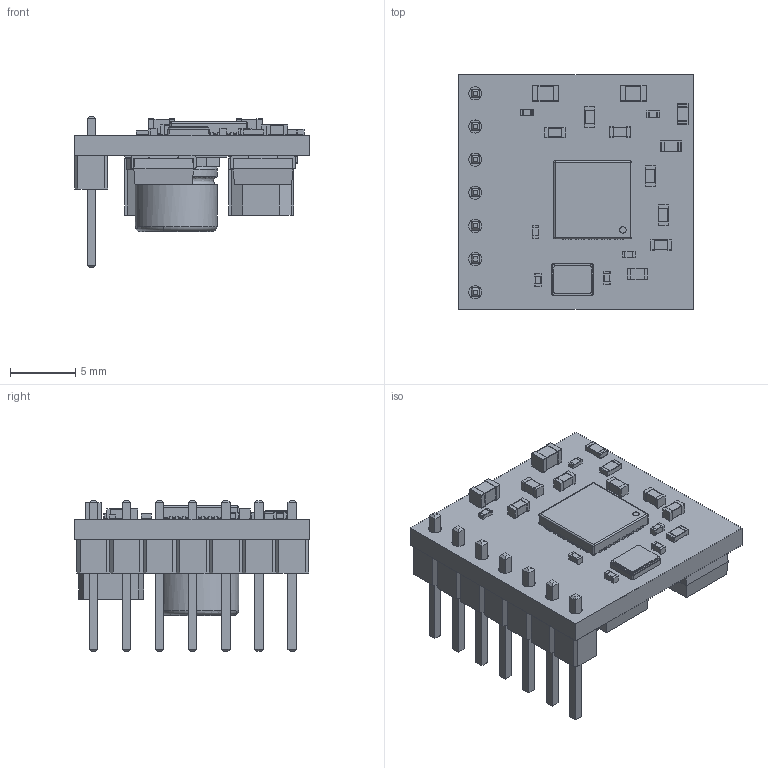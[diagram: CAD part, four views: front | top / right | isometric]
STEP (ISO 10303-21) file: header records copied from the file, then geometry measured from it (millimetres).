
FILE_DESCRIPTION(('FreeCAD Model'),'2;1');
FILE_NAME('NanoBCU_V00.10.step', '2021-02-13T12:31:38',('Author'),(''), 'Open CASCADE STEP processor 7.3','FreeCAD','Unknown');
FILE_SCHEMA(('AUTOMOTIVE_DESIGN { 1 0 10303 214 1 1 1 1 }'));
Length unit declared in the file: millimetre
Products named in the file (34): NanoBCU; Board_Geoms_8f96; Local_CS_8f96; Pcb_8f96; PCB_Sketch_8f96; Step_Models_8f96; Top_8f96; C3_C_0603_1608Metric_5FFB0728; C2_C_0603_1608Metric_5F7CC168; R4_R_0603_1608Metric_5FFA04AE; C111_C_0805_2012Metric_5FFA3657; C101_C_0805_2012Metric_5FFA3646; C6_C_0402_1005Metric_5F7F7249; C5_C_0402_1005Metric_5F7CC1F8; C41_C_0603_1608Metric_5FACF283; R3_R_0402_1005Metric_5F7CC3D8; R2_R_0402_1005Metric_5F7CD3BF; C9_C_0402_1005Metric_5FFA6139; C8_C_0402_1005Metric_5FFA6163; C10_C_0603_1608Metric_5F7CC1C8; C11_C_0603_1608Metric_5F7E1A3A; R5_R_0603_1608Metric_5F7CC408; X1_Crystal_SMD_3225-4Pin_3.2x2.5mm_5F7CC372; U1_QFN-40-1EP_6x6mm_Pitch0.5mm_5F7D92D4; J3_R_0603_1608Metric_5F7CC258; C1_C_0603_1608Metric_5FFB093B; Bot_8f96; R1_R_2512_6332Metric_5F7F71B4; D2_D_SMA_5F798DFE; D1_D_SMA_5F798D45; L2_vls5045ex_5F7CB1DF; L1_vls5045ex_5FAB9F93; J1_PinHeader_1x07_P254mm_Vertical_5F74793E; C4_CP_Elec_63x58_5DADC971
Assembly tree (33 placements, depth 4):
  NanoBCU
    Board_Geoms_8f96
      Local_CS_8f96
      Pcb_8f96
      PCB_Sketch_8f96
    Step_Models_8f96
      Top_8f96
        C3_C_0603_1608Metric_5FFB0728
        C2_C_0603_1608Metric_5F7CC168
        R4_R_0603_1608Metric_5FFA04AE
        C111_C_0805_2012Metric_5FFA3657
        C101_C_0805_2012Metric_5FFA3646
        C6_C_0402_1005Metric_5F7F7249
        C5_C_0402_1005Metric_5F7CC1F8
        C41_C_0603_1608Metric_5FACF283
        R3_R_0402_1005Metric_5F7CC3D8
        R2_R_0402_1005Metric_5F7CD3BF
        C9_C_0402_1005Metric_5FFA6139
        C8_C_0402_1005Metric_5FFA6163
        C10_C_0603_1608Metric_5F7CC1C8
        C11_C_0603_1608Metric_5F7E1A3A
        R5_R_0603_1608Metric_5F7CC408
        X1_Crystal_SMD_3225-4Pin_3.2x2.5mm_5F7CC372
        U1_QFN-40-1EP_6x6mm_Pitch0.5mm_5F7D92D4
        J3_R_0603_1608Metric_5F7CC258
        C1_C_0603_1608Metric_5FFB093B
      Bot_8f96
        R1_R_2512_6332Metric_5F7F71B4
        D2_D_SMA_5F798DFE
        D1_D_SMA_5F798D45
        L2_vls5045ex_5F7CB1DF
        L1_vls5045ex_5FAB9F93
        J1_PinHeader_1x07_P254mm_Vertical_5F74793E
        C4_CP_Elec_63x58_5DADC971
Bounding box: 18 x 18 x 11.54 mm (x, y, z)
Volume: 1152.9 mm3; surface area: 2062.9 mm2
Topology: 31 solids, 31 shells, 1866 faces, 4958 edges, 3257 vertices
Faces by surface type: plane 1411, cylinder 292, bspline 150, sphere 8, torus 4, revolution 1
Full cylindrical faces by diameter (mm): 0.5 x1, 1 x7, 6.3 x2
Entity records: 78651 total; most frequent: CARTESIAN_POINT 19208, ORIENTED_EDGE 9892, DIRECTION 8737, EDGE_CURVE 4946, LINE 4048, VECTOR 4048, VERTEX_POINT 3249, AXIS2_PLACEMENT_3D 2344
